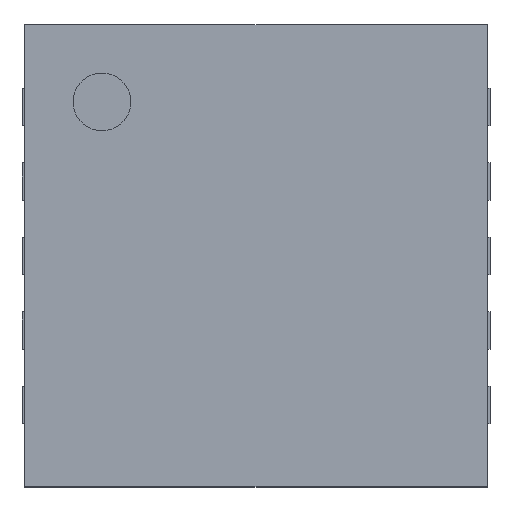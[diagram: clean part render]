
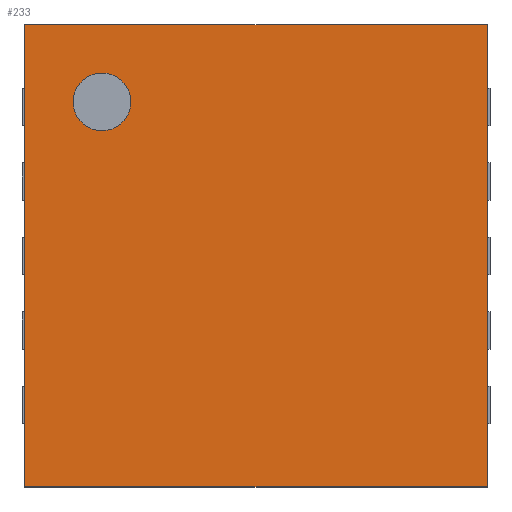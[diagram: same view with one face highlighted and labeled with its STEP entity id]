
A CAD part, top view. The second image highlights one B-rep face of the part: STEP entity #233.
In plain terms, the highlighted planar face has unit normal (0, 0, 1).
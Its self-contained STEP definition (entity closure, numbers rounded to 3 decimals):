
#169 = VERTEX_POINT('',#170);
#170 = CARTESIAN_POINT('',(0.,0.,0.8));
#185 = VERTEX_POINT('',#186);
#186 = CARTESIAN_POINT('',(0.,3.1,0.8));
#192 = EDGE_CURVE('',#169,#185,#193,.T.);
#193 = LINE('',#194,#195);
#194 = CARTESIAN_POINT('',(0.,0.,0.8));
#195 = VECTOR('',#196,1.);
#196 = DIRECTION('',(0.,1.,0.));
#215 = EDGE_CURVE('',#169,#216,#218,.T.);
#216 = VERTEX_POINT('',#217);
#217 = CARTESIAN_POINT('',(3.1,0.,0.8));
#218 = LINE('',#219,#220);
#219 = CARTESIAN_POINT('',(0.,0.,0.8));
#220 = VECTOR('',#221,1.);
#221 = DIRECTION('',(1.,0.,0.));
#233 = ADVANCED_FACE('',(#234,#252),#263,.T.);
#234 = FACE_BOUND('',#235,.T.);
#235 = EDGE_LOOP('',(#236,#237,#238,#246));
#236 = ORIENTED_EDGE('',*,*,#192,.F.);
#237 = ORIENTED_EDGE('',*,*,#215,.T.);
#238 = ORIENTED_EDGE('',*,*,#239,.T.);
#239 = EDGE_CURVE('',#216,#240,#242,.T.);
#240 = VERTEX_POINT('',#241);
#241 = CARTESIAN_POINT('',(3.1,3.1,0.8));
#242 = LINE('',#243,#244);
#243 = CARTESIAN_POINT('',(3.1,0.,0.8));
#244 = VECTOR('',#245,1.);
#245 = DIRECTION('',(0.,1.,0.));
#246 = ORIENTED_EDGE('',*,*,#247,.F.);
#247 = EDGE_CURVE('',#185,#240,#248,.T.);
#248 = LINE('',#249,#250);
#249 = CARTESIAN_POINT('',(0.,3.1,0.8));
#250 = VECTOR('',#251,1.);
#251 = DIRECTION('',(1.,0.,0.));
#252 = FACE_BOUND('',#253,.T.);
#253 = EDGE_LOOP('',(#254));
#254 = ORIENTED_EDGE('',*,*,#255,.F.);
#255 = EDGE_CURVE('',#256,#256,#258,.T.);
#256 = VERTEX_POINT('',#257);
#257 = CARTESIAN_POINT('',(0.71,2.583,0.8));
#258 = CIRCLE('',#259,0.194);
#259 = AXIS2_PLACEMENT_3D('',#260,#261,#262);
#260 = CARTESIAN_POINT('',(0.517,2.583,0.8));
#261 = DIRECTION('',(0.,0.,1.));
#262 = DIRECTION('',(1.,0.,0.));
#263 = PLANE('',#264);
#264 = AXIS2_PLACEMENT_3D('',#265,#266,#267);
#265 = CARTESIAN_POINT('',(0.,0.,0.8));
#266 = DIRECTION('',(0.,0.,1.));
#267 = DIRECTION('',(1.,0.,0.));
